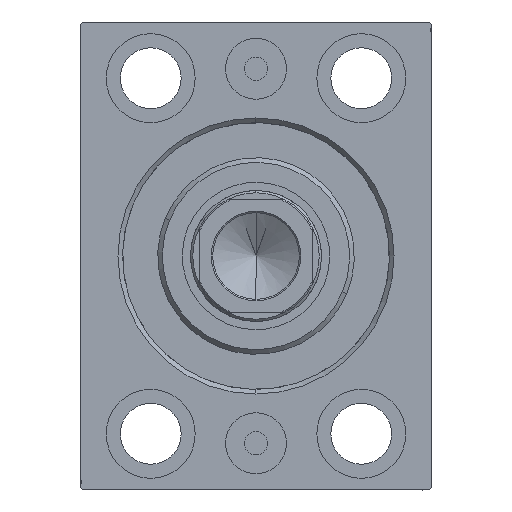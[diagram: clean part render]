
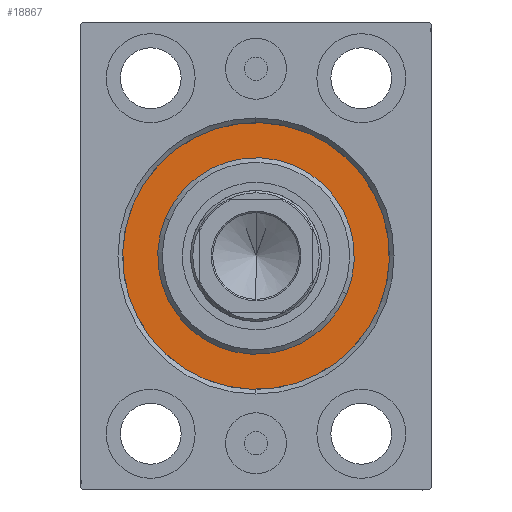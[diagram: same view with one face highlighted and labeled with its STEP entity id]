
A CAD part, left-side view. The second image highlights one B-rep face of the part: STEP entity #18867.
In plain terms, the highlighted face is planar.
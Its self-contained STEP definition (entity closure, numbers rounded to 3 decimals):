
#2296 = CARTESIAN_POINT ( 'NONE',  ( 0., 0., -21. ) ) ;
#2989 = DIRECTION ( 'NONE',  ( -1., 0., 0. ) ) ;
#5356 = CARTESIAN_POINT ( 'NONE',  ( 0., 0., 0. ) ) ;
#5950 = CARTESIAN_POINT ( 'NONE',  ( 0., 0., 0. ) ) ;
#6145 = AXIS2_PLACEMENT_3D ( 'NONE', #29808, #2989, #43310 ) ;
#6728 = EDGE_CURVE ( 'NONE', #28402, #29325, #39927, .T. ) ;
#7204 = CIRCLE ( 'NONE', #31966, 21. ) ;
#8277 = CARTESIAN_POINT ( 'NONE',  ( 0., 0., 0. ) ) ;
#9316 = EDGE_CURVE ( 'NONE', #14927, #26390, #27972, .T. ) ;
#10068 = CARTESIAN_POINT ( 'NONE',  ( 0., 0., 0. ) ) ;
#10264 = AXIS2_PLACEMENT_3D ( 'NONE', #5356, #39254, #41923 ) ;
#13150 = EDGE_LOOP ( 'NONE', ( #29169, #40521 ) ) ;
#13976 = EDGE_CURVE ( 'NONE', #26390, #14927, #37318, .T. ) ;
#14927 = VERTEX_POINT ( 'NONE', #18782 ) ;
#18483 = DIRECTION ( 'NONE',  ( -1., 0., 0. ) ) ;
#18782 = CARTESIAN_POINT ( 'NONE',  ( 0., 0., -28.5 ) ) ;
#18867 = ADVANCED_FACE ( 'NONE', ( #31784, #25790 ), #38648, .F. ) ;
#19845 = ORIENTED_EDGE ( 'NONE', *, *, #6728, .F. ) ;
#20185 = CARTESIAN_POINT ( 'NONE',  ( 0., 0., 28.5 ) ) ;
#20829 = AXIS2_PLACEMENT_3D ( 'NONE', #10068, #27137, #40209 ) ;
#23339 = ORIENTED_EDGE ( 'NONE', *, *, #33267, .F. ) ;
#24107 = CARTESIAN_POINT ( 'NONE',  ( 0., 0., 21. ) ) ;
#25790 = FACE_OUTER_BOUND ( 'NONE', #13150, .T. ) ;
#26390 = VERTEX_POINT ( 'NONE', #20185 ) ;
#27137 = DIRECTION ( 'NONE',  ( 1., 0., 0. ) ) ;
#27972 = CIRCLE ( 'NONE', #10264, 28.5 ) ;
#28402 = VERTEX_POINT ( 'NONE', #24107 ) ;
#29169 = ORIENTED_EDGE ( 'NONE', *, *, #9316, .F. ) ;
#29325 = VERTEX_POINT ( 'NONE', #2296 ) ;
#29808 = CARTESIAN_POINT ( 'NONE',  ( 0., 0., 0. ) ) ;
#31784 = FACE_BOUND ( 'NONE', #33869, .T. ) ;
#31966 = AXIS2_PLACEMENT_3D ( 'NONE', #5950, #40312, #42726 ) ;
#32218 = DIRECTION ( 'NONE',  ( 0., 0., 1. ) ) ;
#33267 = EDGE_CURVE ( 'NONE', #29325, #28402, #7204, .T. ) ;
#33869 = EDGE_LOOP ( 'NONE', ( #19845, #23339 ) ) ;
#37318 = CIRCLE ( 'NONE', #6145, 28.5 ) ;
#38081 = AXIS2_PLACEMENT_3D ( 'NONE', #8277, #18483, #32218 ) ;
#38648 = PLANE ( 'NONE',  #38081 ) ;
#39254 = DIRECTION ( 'NONE',  ( -1., 0., 0. ) ) ;
#39927 = CIRCLE ( 'NONE', #20829, 21. ) ;
#40209 = DIRECTION ( 'NONE',  ( 0., 0., -1. ) ) ;
#40312 = DIRECTION ( 'NONE',  ( 1., 0., 0. ) ) ;
#40521 = ORIENTED_EDGE ( 'NONE', *, *, #13976, .F. ) ;
#41923 = DIRECTION ( 'NONE',  ( 0., 0., 1. ) ) ;
#42726 = DIRECTION ( 'NONE',  ( 0., 0., -1. ) ) ;
#43310 = DIRECTION ( 'NONE',  ( 0., 0., 1. ) ) ;
